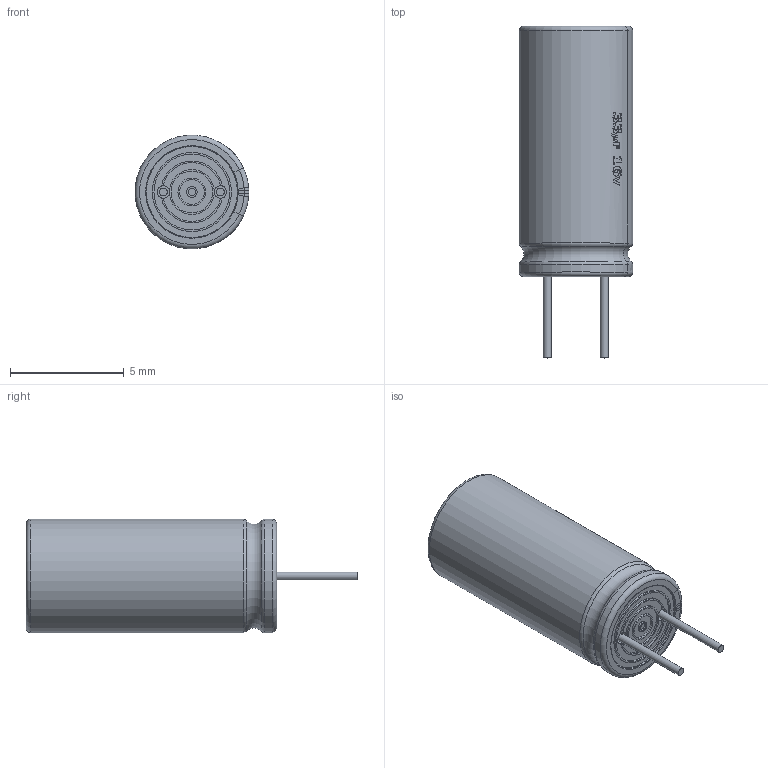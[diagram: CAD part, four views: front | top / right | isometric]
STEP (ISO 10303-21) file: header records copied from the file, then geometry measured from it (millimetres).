
FILE_DESCRIPTION(/* description */ (''),/* implementation_level */ '2;1');
FILE_NAME(/* name */ '33uF 16V electr -5x11mm -P.diameter 2.5mm.stp',/* time_stamp */ '2022-03-12T00:15:05+01:00',/* author */ ('JOSE LUIS'),/* organization */ (''),/* preprocessor_version */ 'ST-DEVELOPER v18',/* originating_system */ 'Autodesk Inventor 2020',/* authorisation */ '');
FILE_SCHEMA (('AUTOMOTIVE_DESIGN { 1 0 10303 214 3 1 1 }'));
Length unit declared in the file: millimetre
Products named in the file (1): 33uF 16V electr -5x11mm -P.diameter 2.5mm
Bounding box: 4.99 x 14.57 x 4.98 mm (x, y, z)
Volume: 212.1 mm3; surface area: 228 mm2
Topology: 3 solids, 3 shells, 117 faces, 496 edges, 406 vertices
Faces by surface type: cylinder 55, plane 38, torus 24
Full cylindrical faces by diameter (mm): 0.33 x1, 0.35 x2, 0.47 x1, 0.55 x2, 1.08 x1, 1.22 x1, 1.83 x1, 3.33 x1, 3.47 x1, 4 x2
Entity records: 6230 total; most frequent: CARTESIAN_POINT 1791, ORIENTED_EDGE 992, DIRECTION 825, EDGE_CURVE 496, VERTEX_POINT 406, AXIS2_PLACEMENT_3D 337, CIRCLE 215, LINE 151
